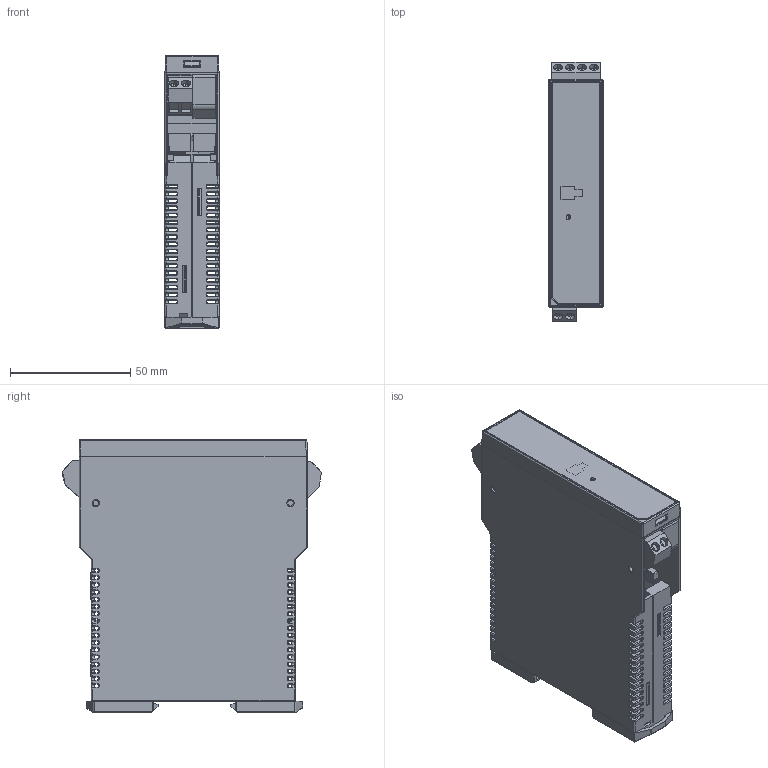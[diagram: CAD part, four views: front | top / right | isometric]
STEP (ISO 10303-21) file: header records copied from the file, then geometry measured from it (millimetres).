
FILE_DESCRIPTION (( 'STEP AP214' ), '1' );
FILE_NAME ('XTD-0100F-J.STEP', '2018-06-21T18:07:31', ( '' ), ( '' ), 'SwSTEP 2.0', 'SolidWorks 2017', '' );
FILE_SCHEMA (( 'AUTOMOTIVE_DESIGN' ));
Products named in the file (1): XTD-0100F-J
Bounding box: 22.5 x 107.81 x 113.8 mm (x, y, z)
Volume: 46503.2 mm3; surface area: 70971.8 mm2
Topology: 2 solids, 2 shells, 7298 faces, 20616 edges, 13471 vertices
Faces by surface type: plane 5926, cylinder 1015, torus 173, bspline 144, sphere 22, cone 18
Entity records: 244823 total; most frequent: CARTESIAN_POINT 65007, ORIENTED_EDGE 41210, DIRECTION 31315, EDGE_CURVE 20605, VECTOR 14519, LINE 14519, VERTEX_POINT 13468, AXIS2_PLACEMENT_3D 8398
